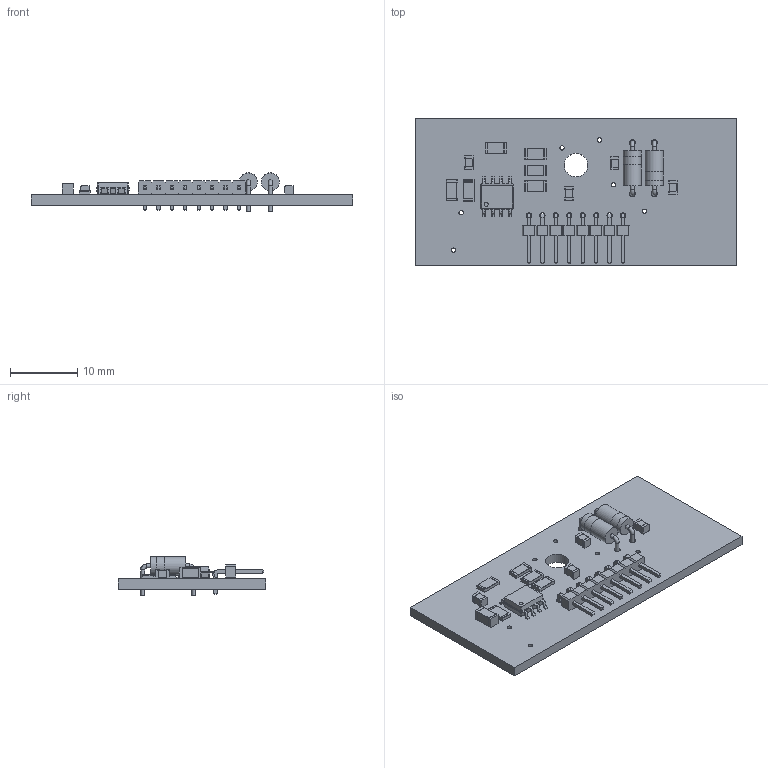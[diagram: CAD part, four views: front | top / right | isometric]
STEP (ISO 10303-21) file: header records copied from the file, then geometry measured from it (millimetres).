
FILE_DESCRIPTION(('KiCad electronic assembly'),'2;1');
FILE_NAME('MXRpedal.step','2025-12-01T19:57:17',('Pcbnew'),('Kicad'), 'Open CASCADE STEP processor 7.9','KiCad to STEP converter','Unknown' );
FILE_SCHEMA(('AUTOMOTIVE_DESIGN { 1 0 10303 214 1 1 1 1 }'));
Length unit declared in the file: millimetre
Products named in the file (8): MXRpedal 1; D_A-405_P7.62mm_Horizontal; R_1206_3216Metric; PinHeader_1x08_P2.00mm_Horizontal; C_0805_2012Metric; C_1206_3216Metric; SOIC-8_3.9x4.9mm_P1.27mm; MXRpedal_PCB
Assembly tree (15 placements, depth 2):
  MXRpedal 1
    D_A-405_P7.62mm_Horizontal  x2
    R_1206_3216Metric  x5
    PinHeader_1x08_P2.00mm_Horizontal
    C_0805_2012Metric  x4
    C_1206_3216Metric
    SOIC-8_3.9x4.9mm_P1.27mm
    MXRpedal_PCB
Bounding box: 48 x 22 x 5.71 mm (x, y, z)
Volume: 1760 mm3; surface area: 3014.2 mm2
Topology: 15 solids, 15 shells, 692 faces, 1750 edges, 1123 vertices
Faces by surface type: plane 499, cylinder 173, bspline 16, torus 4
Full cylindrical faces by diameter (mm): 0.6 x8, 0.65 x6, 0.8 x8, 0.9 x4, 2.7 x4, 2.72 x2, 3.5 x1
Entity records: 18247 total; most frequent: CARTESIAN_POINT 2605, ORIENTED_EDGE 2477, DIRECTION 2392, EDGE_CURVE 1239, LINE 1016, VECTOR 1016, VERTEX_POINT 789, AXIS2_PLACEMENT_3D 688
